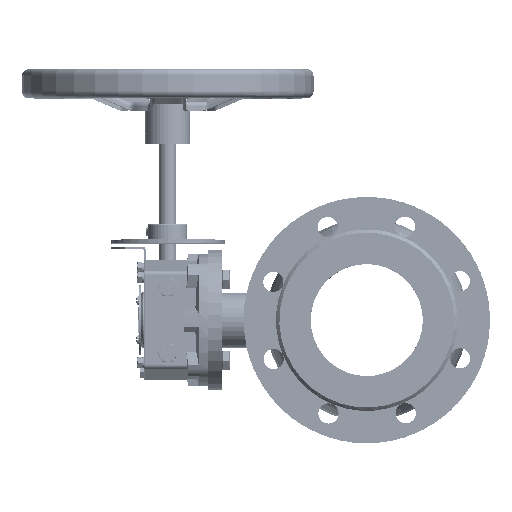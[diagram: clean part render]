
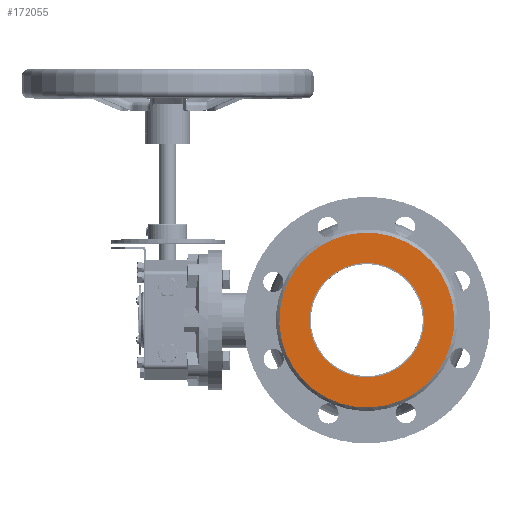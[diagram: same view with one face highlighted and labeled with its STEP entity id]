
A CAD part, left-side view. The second image highlights one B-rep face of the part: STEP entity #172055.
In plain terms, the highlighted face is planar.
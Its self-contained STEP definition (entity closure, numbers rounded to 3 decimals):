
#261 = ORIENTED_EDGE ( 'NONE', *, *, #175275, .T. ) ;
#10026 = DIRECTION ( 'NONE',  ( 0., 0., 1. ) ) ;
#15231 = DIRECTION ( 'NONE',  ( 1., 0., 0. ) ) ;
#17968 = CARTESIAN_POINT ( 'NONE',  ( -78., 0., 22. ) ) ;
#20352 = DIRECTION ( 'NONE',  ( 1., 0., 0. ) ) ;
#24108 = VERTEX_POINT ( 'NONE', #165210 ) ;
#26042 = DIRECTION ( 'NONE',  ( 0., 0., 1. ) ) ;
#28003 = CIRCLE ( 'NONE', #43197, 51. ) ;
#29200 = AXIS2_PLACEMENT_3D ( 'NONE', #47752, #34404, #119945 ) ;
#32046 = CIRCLE ( 'NONE', #59340, 51. ) ;
#34404 = DIRECTION ( 'NONE',  ( 0., 0., 1. ) ) ;
#38436 = DIRECTION ( 'NONE',  ( 1., 0., 0. ) ) ;
#43197 = AXIS2_PLACEMENT_3D ( 'NONE', #87417, #145353, #15231 ) ;
#47752 = CARTESIAN_POINT ( 'NONE',  ( 0., 0., 22. ) ) ;
#50753 = CIRCLE ( 'NONE', #153918, 78. ) ;
#50873 = VERTEX_POINT ( 'NONE', #183229 ) ;
#53740 = CARTESIAN_POINT ( 'NONE',  ( 0., 0., 22. ) ) ;
#57363 = EDGE_LOOP ( 'NONE', ( #75712, #181192 ) ) ;
#59340 = AXIS2_PLACEMENT_3D ( 'NONE', #182740, #26042, #38436 ) ;
#62924 = FACE_OUTER_BOUND ( 'NONE', #177904, .T. ) ;
#75712 = ORIENTED_EDGE ( 'NONE', *, *, #149530, .F. ) ;
#87417 = CARTESIAN_POINT ( 'NONE',  ( 0., 0., 22. ) ) ;
#92557 = VERTEX_POINT ( 'NONE', #139731 ) ;
#101156 = EDGE_CURVE ( 'NONE', #24108, #146458, #186936, .T. ) ;
#118137 = ORIENTED_EDGE ( 'NONE', *, *, #101156, .T. ) ;
#119945 = DIRECTION ( 'NONE',  ( 1., 0., 0. ) ) ;
#120878 = FACE_BOUND ( 'NONE', #57363, .T. ) ;
#128741 = DIRECTION ( 'NONE',  ( 1., 0., 0. ) ) ;
#139731 = CARTESIAN_POINT ( 'NONE',  ( -51., 0., 22. ) ) ;
#145353 = DIRECTION ( 'NONE',  ( 0., 0., 1. ) ) ;
#146458 = VERTEX_POINT ( 'NONE', #17968 ) ;
#148433 = PLANE ( 'NONE',  #29200 ) ;
#149530 = EDGE_CURVE ( 'NONE', #50873, #92557, #32046, .T. ) ;
#149552 = DIRECTION ( 'NONE',  ( 0., 0., 1. ) ) ;
#150485 = CARTESIAN_POINT ( 'NONE',  ( 0., 0., 22. ) ) ;
#153918 = AXIS2_PLACEMENT_3D ( 'NONE', #150485, #149552, #20352 ) ;
#159749 = AXIS2_PLACEMENT_3D ( 'NONE', #53740, #10026, #128741 ) ;
#165210 = CARTESIAN_POINT ( 'NONE',  ( 78., 0., 22. ) ) ;
#171292 = EDGE_CURVE ( 'NONE', #92557, #50873, #28003, .T. ) ;
#172055 = ADVANCED_FACE ( 'NONE', ( #62924, #120878 ), #148433, .T. ) ;
#175275 = EDGE_CURVE ( 'NONE', #146458, #24108, #50753, .T. ) ;
#177904 = EDGE_LOOP ( 'NONE', ( #261, #118137 ) ) ;
#181192 = ORIENTED_EDGE ( 'NONE', *, *, #171292, .F. ) ;
#182740 = CARTESIAN_POINT ( 'NONE',  ( 0., 0., 22. ) ) ;
#183229 = CARTESIAN_POINT ( 'NONE',  ( 51., 0., 22. ) ) ;
#186936 = CIRCLE ( 'NONE', #159749, 78. ) ;
